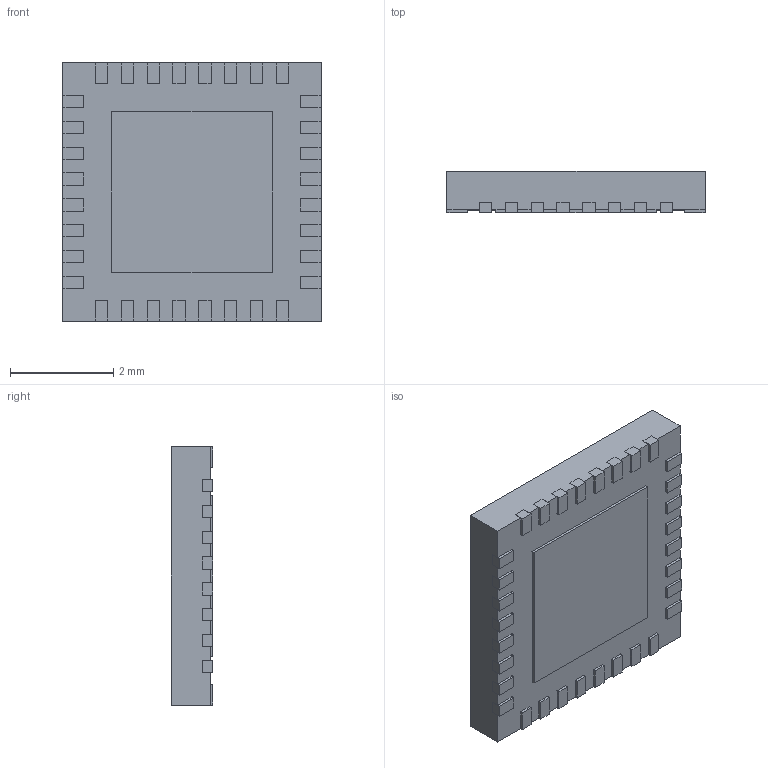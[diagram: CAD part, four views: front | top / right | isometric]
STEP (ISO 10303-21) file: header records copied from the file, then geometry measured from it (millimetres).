
FILE_DESCRIPTION (( 'STEP AP214' ), '1' );
FILE_NAME ('LM25119PSQ_NOPB.STEP', '2020-12-18T09:04:26', ( '' ), ( '' ), 'SwSTEP 2.0', 'SolidWorks 2018', '' );
FILE_SCHEMA (( 'AUTOMOTIVE_DESIGN' ));
Length unit declared in the file: millimetre
Products named in the file (1): LM25119PSQ_NOPB
Bounding box: 5 x 0.8 x 5 mm (x, y, z)
Volume: 19.4 mm3; surface area: 106.7 mm2
Topology: 34 solids, 34 shells, 337 faces, 804 edges, 536 vertices
Faces by surface type: plane 337
Entity records: 9869 total; most frequent: CARTESIAN_POINT 1678, ORIENTED_EDGE 1608, DIRECTION 1480, LINE 804, EDGE_CURVE 804, VECTOR 804, VERTEX_POINT 536, EDGE_LOOP 338
